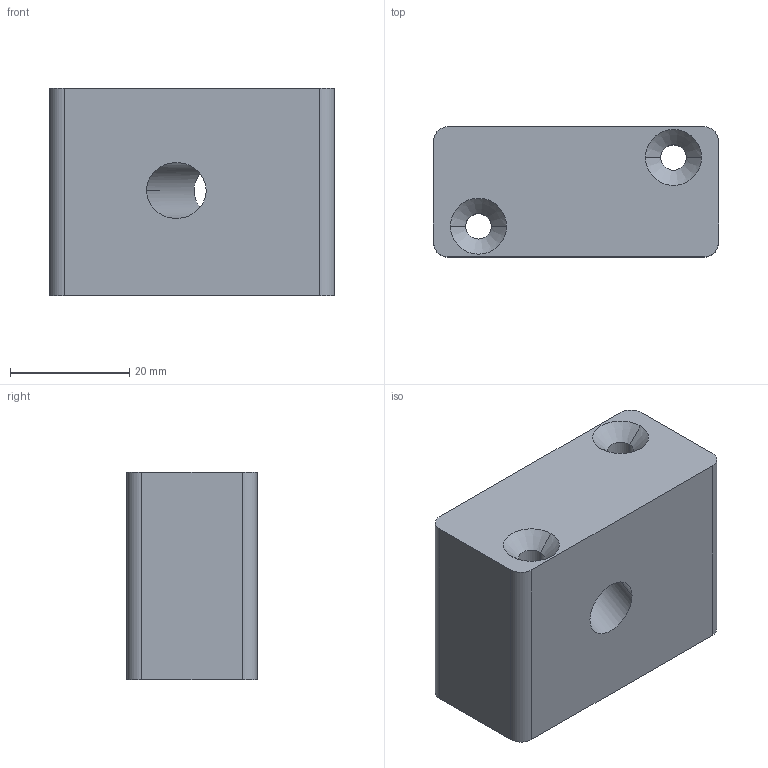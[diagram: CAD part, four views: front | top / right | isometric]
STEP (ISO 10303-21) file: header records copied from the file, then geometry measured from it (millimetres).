
FILE_DESCRIPTION (( 'STEP AP214' ), '1' );
FILE_NAME ('Shaft Block V2 - 70deg - LEFT.STEP', '2025-07-13T04:27:13', ( 'ARUP Laboratories' ), ( 'ARUP Laboratories' ), 'SwSTEP 2.0', 'SolidWorks 2024', '' );
FILE_SCHEMA (( 'AUTOMOTIVE_DESIGN' ));
Length unit declared in the file: millimetre
Products named in the file (1): Shaft Block V2 - 70deg - LEFT
Bounding box: 47.9 x 21.9 x 34.9 mm (x, y, z)
Volume: 33670.4 mm3; surface area: 8211.4 mm2
Topology: 1 solids, 1 shells, 20 faces, 50 edges, 32 vertices
Faces by surface type: cylinder 10, plane 6, cone 4
Entity records: 637 total; most frequent: CARTESIAN_POINT 115, DIRECTION 108, ORIENTED_EDGE 100, EDGE_CURVE 50, AXIS2_PLACEMENT_3D 41, VERTEX_POINT 32, LINE 26, EDGE_LOOP 26
